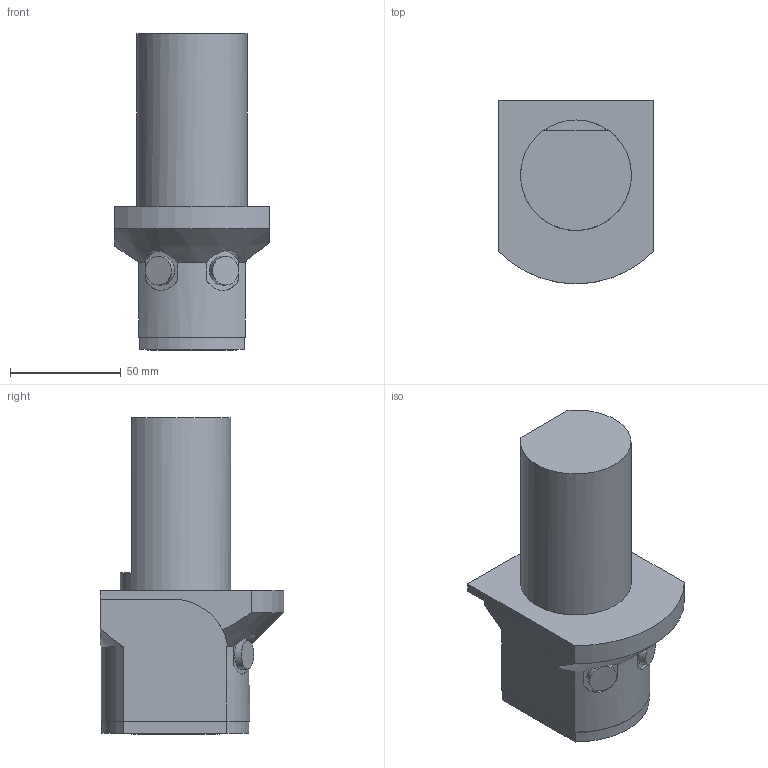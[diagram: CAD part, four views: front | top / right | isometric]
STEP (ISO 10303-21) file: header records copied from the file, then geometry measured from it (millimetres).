
FILE_DESCRIPTION(/* description */ (''),/* implementation_level */ '2;1');
FILE_NAME(/* name */ 'C4-RC2050-00065M.stp',/* time_stamp */ '2017-10-23T16:42:15+05:00',/* author */ (''),/* organization */ (''),/* preprocessor_version */ 'ST-DEVELOPER v16',/* originating_system */ 'SIEMENS PLM Software NX 11.0',/* authorisation */ '');
FILE_SCHEMA (('AUTOMOTIVE_DESIGN { 1 0 10303 214 3 1 1 1 }'));
Length unit declared in the file: millimetre
Products named in the file (1): C4-RC2050-00065M
Bounding box: 70 x 83 x 143 mm (x, y, z)
Volume: 351263.4 mm3; surface area: 43174 mm2
Topology: 2 solids, 2 shells, 49 faces, 122 edges, 82 vertices
Faces by surface type: plane 25, cylinder 16, cone 8
Full cylindrical faces by diameter (mm): 13 x2, 40 x1, 49.992 x1
Entity records: 1550 total; most frequent: CARTESIAN_POINT 342, DIRECTION 245, ORIENTED_EDGE 230, EDGE_CURVE 115, AXIS2_PLACEMENT_3D 96, VERTEX_POINT 79, EDGE_LOOP 58, LINE 53
